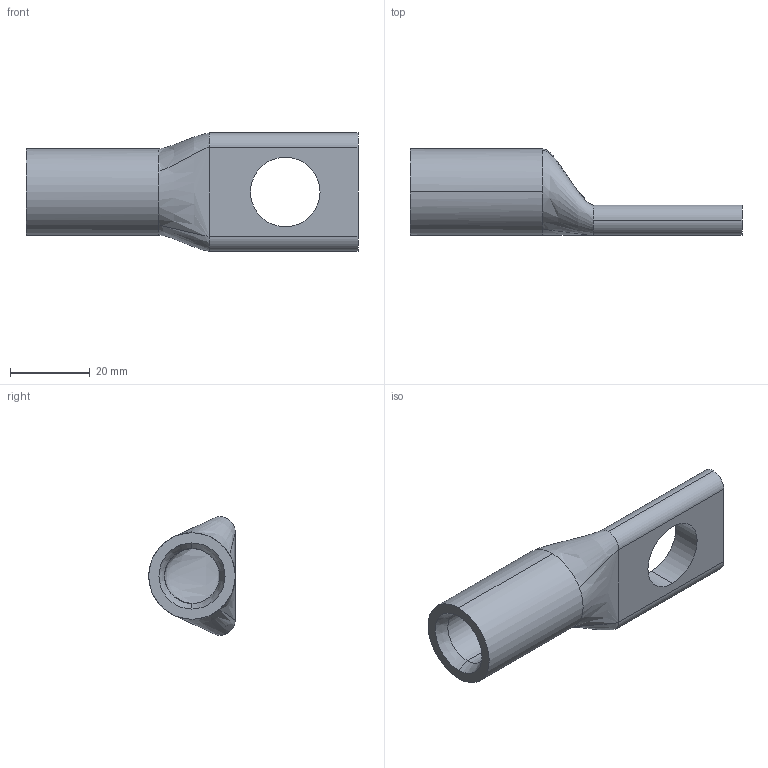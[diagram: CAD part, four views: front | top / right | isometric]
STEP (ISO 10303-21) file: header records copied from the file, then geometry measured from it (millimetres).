
FILE_DESCRIPTION (( 'STEP AP203' ), '1' );
FILE_NAME ('BLUA-4_0S4-1.step', '2025-06-17T20:25:55', ( '' ), ( '' ), 'SwSTEP 2.0', 'SolidWorks 2024', '' );
FILE_SCHEMA (( 'CONFIG_CONTROL_DESIGN' ));
Length unit declared in the file: inch
Products named in the file (1): BLUA-4_0S4-1
Bounding box: 83.34 x 21.69 x 29.77 mm (x, y, z)
Volume: 16095.6 mm3; surface area: 8234.3 mm2
Topology: 1 solids, 1 shells, 24 faces, 57 edges, 36 vertices
Faces by surface type: cylinder 9, bspline 8, plane 5, cone 2
Entity records: 1159 total; most frequent: CARTESIAN_POINT 547, ORIENTED_EDGE 114, DIRECTION 103, EDGE_CURVE 57, AXIS2_PLACEMENT_3D 43, VERTEX_POINT 36, EDGE_LOOP 27, CIRCLE 26
